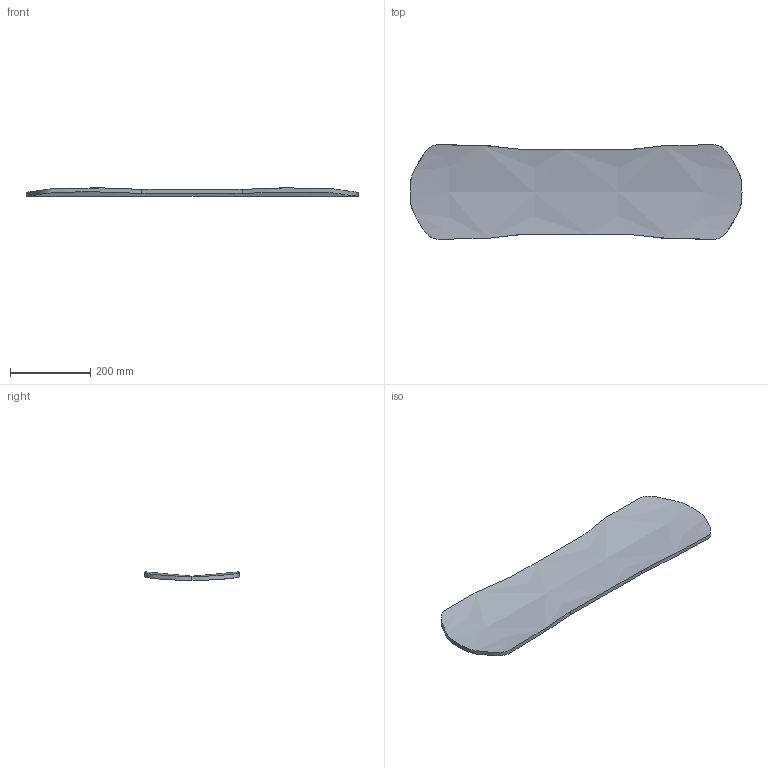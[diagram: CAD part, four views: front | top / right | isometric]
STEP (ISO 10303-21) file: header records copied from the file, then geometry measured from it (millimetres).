
FILE_DESCRIPTION(/* description */ (''),/* implementation_level */ '2;1');
FILE_NAME(/* name */ 'CHAOS MAPLE 83cm freebord deck.step',/* time_stamp */ '2022-04-07T21:37:26-04:00',/* author */ (''),/* organization */ (''),/* preprocessor_version */ 'ST-DEVELOPER v18.1',/* originating_system */ 'Autodesk Translation Framework v10.13.0.1454',/* authorisation */ '');
FILE_SCHEMA (('AUTOMOTIVE_DESIGN { 1 0 10303 214 3 1 1 }'));
Length unit declared in the file: millimetre
Products named in the file (1): CHAOS MAPLE 83cm freebord deck
Bounding box: 830 x 236.31 x 20.76 mm (x, y, z)
Volume: 1808841.2 mm3; surface area: 377750.7 mm2
Topology: 1 solids, 1 shells, 8 faces, 18 edges, 12 vertices
Faces by surface type: bspline 6, plane 2
Entity records: 1406 total; most frequent: CARTESIAN_POINT 1236, ORIENTED_EDGE 36, EDGE_CURVE 18, B_SPLINE_CURVE_WITH_KNOTS 12, VERTEX_POINT 12, DIRECTION 12, FACE_OUTER_BOUND 8, EDGE_LOOP 8
